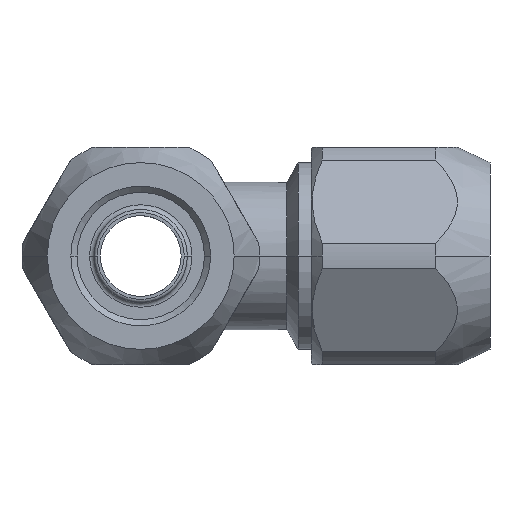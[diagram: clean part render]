
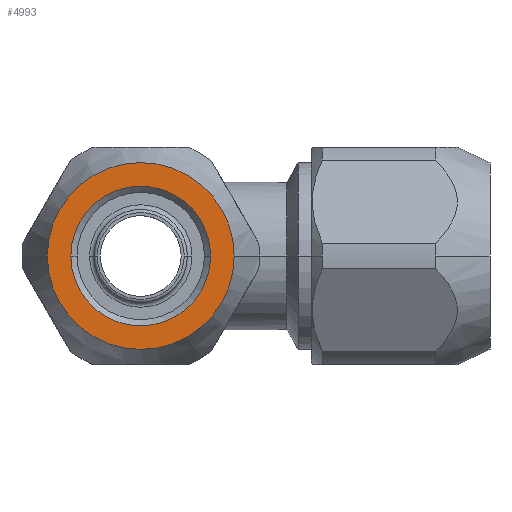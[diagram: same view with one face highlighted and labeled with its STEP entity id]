
A CAD part, left-side view. The second image highlights one B-rep face of the part: STEP entity #4993.
In plain terms, the highlighted planar face has unit normal (-1, 0, 0).
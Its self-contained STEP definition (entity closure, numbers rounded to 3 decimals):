
#1841=CARTESIAN_POINT('',(-22.5,0.,0.));
#1842=DIRECTION('',(-1.,0.,0.));
#1843=DIRECTION('',(0.,1.,0.));
#1844=AXIS2_PLACEMENT_3D('',#1841,#1842,#1843);
#1855=CARTESIAN_POINT('',(-22.5,0.,0.));
#1856=DIRECTION('',(1.,0.,0.));
#1857=DIRECTION('',(0.,1.,0.));
#1858=AXIS2_PLACEMENT_3D('',#1855,#1856,#1857);
#1864=CARTESIAN_POINT('',(-22.5,0.,0.));
#1865=DIRECTION('',(-1.,0.,0.));
#1866=DIRECTION('',(0.,1.,0.));
#1867=AXIS2_PLACEMENT_3D('',#1864,#1865,#1866);
#1869=CARTESIAN_POINT('',(-22.5,0.,0.));
#1870=DIRECTION('',(1.,0.,0.));
#1871=DIRECTION('',(0.,1.,0.));
#1872=AXIS2_PLACEMENT_3D('',#1869,#1870,#1871);
#2441=CARTESIAN_POINT('',(-22.5,6.018,0.));
#2443=VERTEX_POINT('',#2441);
#2449=CARTESIAN_POINT('',(-22.5,-6.018,0.));
#2451=VERTEX_POINT('',#2449);
#2476=CARTESIAN_POINT('',(-22.5,4.5,0.));
#2477=CARTESIAN_POINT('',(-22.5,-4.5,0.));
#2478=VERTEX_POINT('',#2476);
#2479=VERTEX_POINT('',#2477);
#4978=CARTESIAN_POINT('',(-22.5,0.,0.));
#4979=DIRECTION('',(1.,0.,0.));
#4980=DIRECTION('',(0.,-1.,0.));
#4981=AXIS2_PLACEMENT_3D('',#4978,#4979,#4980);
#4982=PLANE('',#4981);
#4984=ORIENTED_EDGE('',*,*,#4983,.F.);
#4986=ORIENTED_EDGE('',*,*,#4985,.T.);
#4987=EDGE_LOOP('',(#4984,#4986));
#4988=FACE_OUTER_BOUND('',#4987,.F.);
#4989=ORIENTED_EDGE('',*,*,#4972,.F.);
#4990=ORIENTED_EDGE('',*,*,#4958,.T.);
#4991=EDGE_LOOP('',(#4989,#4990));
#4992=FACE_BOUND('',#4991,.F.);
#4993=ADVANCED_FACE('',(#4988,#4992),#4982,.F.);
#1845=CIRCLE('',#1844,4.5);
#1859=CIRCLE('',#1858,4.5);
#1868=CIRCLE('',#1867,6.018);
#1873=CIRCLE('',#1872,6.018);
#4958=EDGE_CURVE('',#2478,#2479,#1845,.T.);
#4972=EDGE_CURVE('',#2478,#2479,#1859,.T.);
#4983=EDGE_CURVE('',#2443,#2451,#1868,.T.);
#4985=EDGE_CURVE('',#2443,#2451,#1873,.T.);
